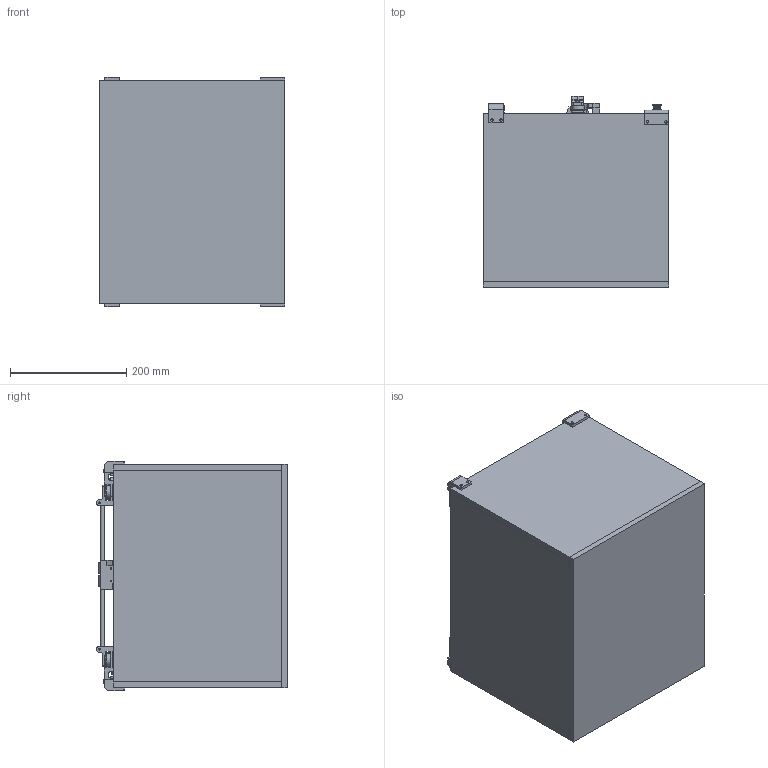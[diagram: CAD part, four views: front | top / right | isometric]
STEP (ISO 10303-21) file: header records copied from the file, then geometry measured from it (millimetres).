
FILE_DESCRIPTION(/* description */ (''),/* implementation_level */ '2;1');
FILE_NAME(/* name */ 'smartrapcore.stp',/* time_stamp */ '2015-07-10T14:58:45+08:00',/* author */ ('hp'),/* organization */ (''),/* preprocessor_version */ 'ST-DEVELOPER v15.6',/* originating_system */ 'Autodesk Inventor 2015',/* authorisation */ '');
FILE_SCHEMA (('AUTOMOTIVE_DESIGN { 1 0 10303 214 3 1 1 }'));
Length unit declared in the file: millimetre
Products named in the file (32): bottom_wall; side_wall; rear_wall; XYmotor_left; XYmotor_right; XYbearings_left; XYbearings_right; 6mm_rod_265; Yslide_left; Yslide_right; head; LM6UU; jhead_adaptor; jhead_attach; NEMA_17_39mm; gt2-20t-6-5; Zbottom; 8mm_rod_260; Ztop; Zslide; LM8UU; 608ZZ; ramps_support; extruder_mk8_bottom; extruder_mk8_top; bed support; glass clip; spoolholder46; fixalim; rubber cushion; glass; smartrapcore
Bounding box: 320.1 x 329 x 395 mm (x, y, z)
Volume: 5164723.7 mm3; surface area: 1325032.2 mm2
Topology: 65 solids, 65 shells, 1635 faces, 4278 edges, 2828 vertices
Faces by surface type: plane 1066, cylinder 432, bspline 129, cone 8
Full cylindrical faces by diameter (mm): 2.6 x22, 2.7 x10, 2.8 x24, 3.2 x20, 3.3 x3, 4 x16, 4.2 x10, 5 x10, 6 x16, 8 x24, 8.2 x12, 10 x22, 12 x10, 15 x8, 16 x7, 18.6 x1, 22 x14, 38 x1, 46 x1, 80 x1
Entity records: 38262 total; most frequent: CARTESIAN_POINT 8293, ORIENTED_EDGE 6006, DIRECTION 5620, EDGE_CURVE 3003, VERTEX_POINT 2099, LINE 2072, VECTOR 2072, AXIS2_PLACEMENT_3D 1774
